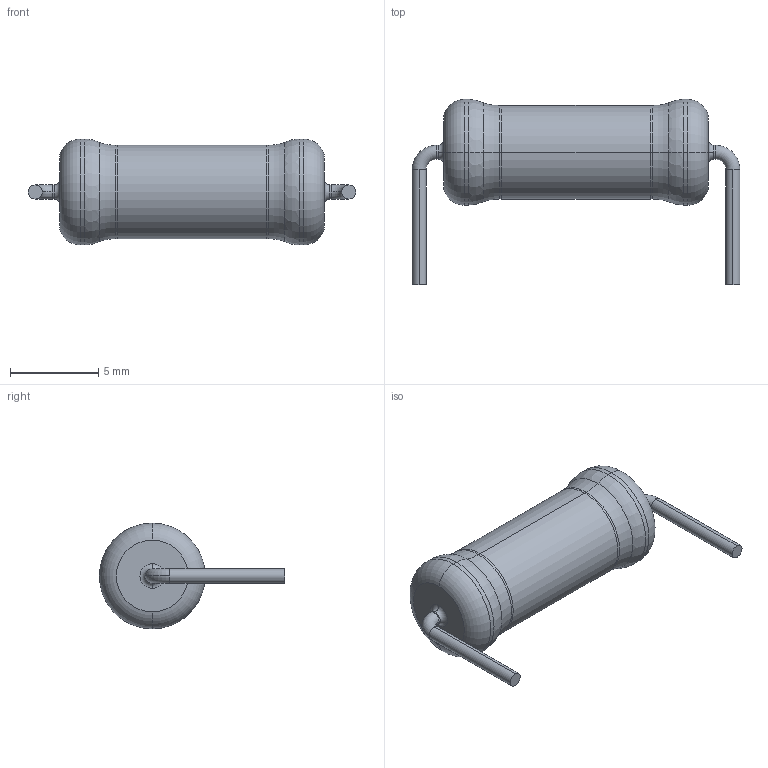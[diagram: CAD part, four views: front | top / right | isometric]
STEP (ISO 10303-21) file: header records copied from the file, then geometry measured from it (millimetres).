
FILE_DESCRIPTION (( 'STEP AP214' ), '1' );
FILE_NAME ('User Library-one watt_resistor_700spacing-1.STEP', '2013-02-10T08:28:56', ( 'Windows User' ), ( '' ), 'SwSTEP 2.0', 'SolidWorks 2013', '' );
FILE_SCHEMA (( 'AUTOMOTIVE_DESIGN' ));
Length unit declared in the file: millimetre
Products named in the file (1): User Library-one watt_resistor_700spacing-1
Bounding box: 18.58 x 10.5 x 5.99 mm (x, y, z)
Volume: 357.3 mm3; surface area: 340.1 mm2
Topology: 1 solids, 1 shells, 42 faces, 90 edges, 52 vertices
Faces by surface type: torus 24, cylinder 14, plane 4
Entity records: 1654 total; most frequent: DIRECTION 252, CARTESIAN_POINT 185, ORIENTED_EDGE 180, AXIS2_PLACEMENT_3D 119, EDGE_CURVE 90, CIRCLE 76, VERTEX_POINT 52, UNCERTAINTY_MEASURE_WITH_UNIT 45
